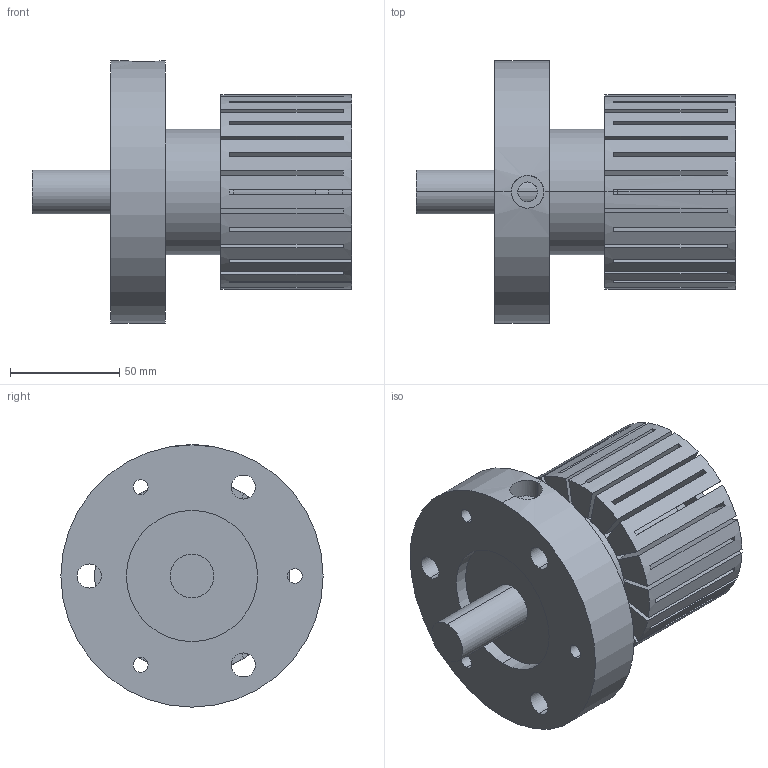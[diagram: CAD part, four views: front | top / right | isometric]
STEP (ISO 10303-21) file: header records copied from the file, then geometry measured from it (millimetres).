
FILE_DESCRIPTION (( 'STEP AP214' ), '1' );
FILE_NAME ('_DTG-5C2.STEP', '2023-12-11T02:22:40', ( '' ), ( '' ), 'SwSTEP 2.0', 'SolidWorks 2023', '' );
FILE_SCHEMA (( 'AUTOMOTIVE_DESIGN' ));
Length unit declared in the file: millimetre
Products named in the file (4): DTG-5C2-底座; DTG-5C2-拉杆; DTG-5C2-涨套 ; _DTG-5C2
Assembly tree (3 placements, depth 2):
  _DTG-5C2
    DTG-5C2-底座
    DTG-5C2-拉杆
    DTG-5C2-涨套 
Bounding box: 146.3 x 120 x 120 mm (x, y, z)
Volume: 624340.7 mm3; surface area: 162182 mm2
Topology: 3 solids, 3 shells, 361 faces, 1031 edges, 680 vertices
Faces by surface type: plane 178, cylinder 118, cone 65
Entity records: 12297 total; most frequent: CARTESIAN_POINT 2617, ORIENTED_EDGE 2062, DIRECTION 2009, EDGE_CURVE 1031, AXIS2_PLACEMENT_3D 743, VERTEX_POINT 680, LINE 523, VECTOR 523
